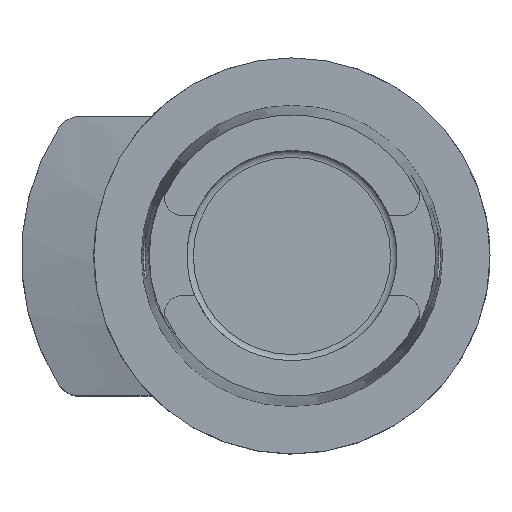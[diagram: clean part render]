
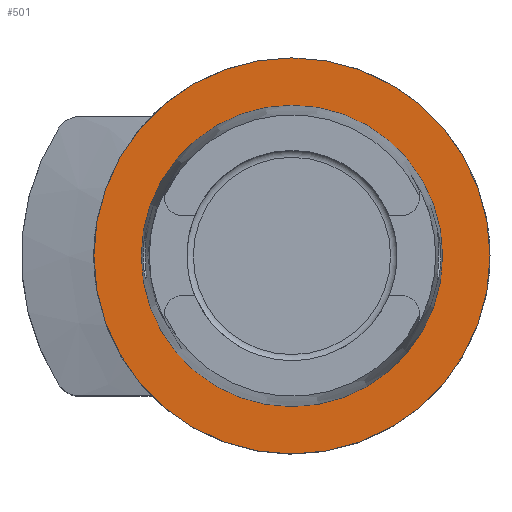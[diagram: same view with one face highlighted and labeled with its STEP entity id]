
A CAD part, top view. The second image highlights one B-rep face of the part: STEP entity #501.
In plain terms, the highlighted planar face has unit normal (0, 0, 1).
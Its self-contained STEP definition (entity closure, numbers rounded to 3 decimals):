
#341=PLANE('',#2045);
#501=ADVANCED_FACE('',(#659,#660),#341,.F.);
#659=FACE_BOUND('',#750,.T.);
#660=FACE_BOUND('',#751,.T.);
#750=EDGE_LOOP('',(#1016));
#751=EDGE_LOOP('',(#1017));
#1016=ORIENTED_EDGE('',*,*,#1641,.F.);
#1017=ORIENTED_EDGE('',*,*,#1640,.T.);
#1433=VERTEX_POINT('',#3186);
#1434=VERTEX_POINT('',#3189);
#1640=EDGE_CURVE('',#1433,#1433,#1847,.T.);
#1641=EDGE_CURVE('',#1434,#1434,#1848,.T.);
#1847=CIRCLE('',#2042,38.008);
#1848=CIRCLE('',#2044,49.965);
#2042=AXIS2_PLACEMENT_3D('',#3185,#2420,#2421);
#2044=AXIS2_PLACEMENT_3D('',#3188,#2424,#2425);
#2045=AXIS2_PLACEMENT_3D('',#3190,#2426,#2427);
#2420=DIRECTION('',(0.,0.,-1.));
#2421=DIRECTION('',(1.,0.,0.));
#2424=DIRECTION('',(0.,0.,-1.));
#2425=DIRECTION('',(1.,0.,0.));
#2426=DIRECTION('',(0.,0.,-1.));
#2427=DIRECTION('',(1.,0.,0.));
#3185=CARTESIAN_POINT('',(0.,0.,0.));
#3186=CARTESIAN_POINT('',(38.008,0.,0.));
#3188=CARTESIAN_POINT('',(0.,0.,0.));
#3189=CARTESIAN_POINT('',(49.965,0.,0.));
#3190=CARTESIAN_POINT('',(0.,-39.062,0.));
